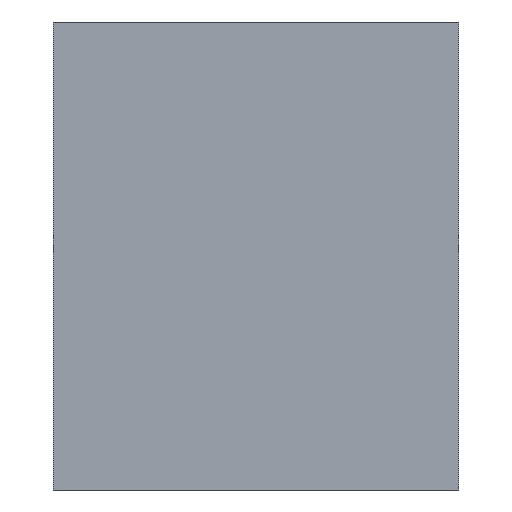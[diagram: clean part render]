
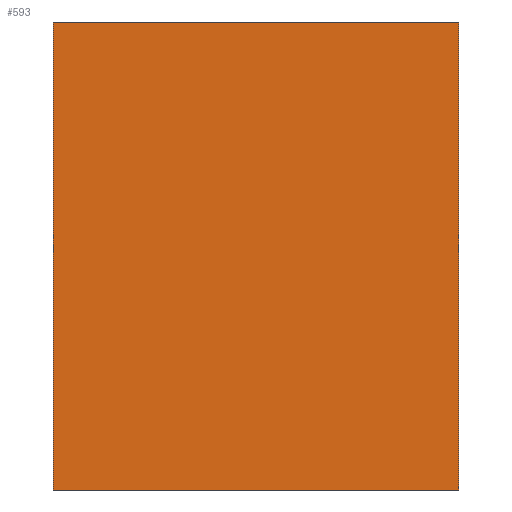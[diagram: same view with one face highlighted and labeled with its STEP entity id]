
A CAD part, left-side view. The second image highlights one B-rep face of the part: STEP entity #593.
In plain terms, the highlighted planar face has unit normal (-1, 0, 0).
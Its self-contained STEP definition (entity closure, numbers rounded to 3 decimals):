
#57=PLANE('',#676);
#91=FACE_OUTER_BOUND('',#143,.T.);
#143=EDGE_LOOP('',(#542,#543,#544,#545));
#196=LINE('',#1001,#242);
#200=LINE('',#1010,#246);
#213=LINE('',#1071,#259);
#215=LINE('',#1074,#261);
#242=VECTOR('',#757,10.);
#246=VECTOR('',#765,10.);
#259=VECTOR('',#838,10.);
#261=VECTOR('',#842,10.);
#295=VERTEX_POINT('',#998);
#296=VERTEX_POINT('',#1000);
#299=VERTEX_POINT('',#1008);
#317=VERTEX_POINT('',#1070);
#359=EDGE_CURVE('',#295,#296,#196,.T.);
#364=EDGE_CURVE('',#295,#299,#200,.T.);
#391=EDGE_CURVE('',#317,#299,#213,.T.);
#393=EDGE_CURVE('',#317,#296,#215,.T.);
#542=ORIENTED_EDGE('',*,*,#393,.T.);
#543=ORIENTED_EDGE('',*,*,#359,.F.);
#544=ORIENTED_EDGE('',*,*,#364,.T.);
#545=ORIENTED_EDGE('',*,*,#391,.F.);
#593=ADVANCED_FACE('',(#91),#57,.T.);
#676=AXIS2_PLACEMENT_3D('',#1075,#843,#844);
#757=DIRECTION('',(0.,-1.,0.));
#765=DIRECTION('',(0.,0.,-1.));
#838=DIRECTION('',(0.,1.,0.));
#842=DIRECTION('',(0.,0.,1.));
#843=DIRECTION('center_axis',(-1.,0.,0.));
#844=DIRECTION('ref_axis',(0.,-1.,0.));
#998=CARTESIAN_POINT('',(-225.,32.5,37.5));
#1000=CARTESIAN_POINT('',(-225.,-32.5,37.5));
#1001=CARTESIAN_POINT('',(-225.,32.5,37.5));
#1008=CARTESIAN_POINT('',(-225.,32.5,-37.5));
#1010=CARTESIAN_POINT('',(-225.,32.5,0.));
#1070=CARTESIAN_POINT('',(-225.,-32.5,-37.5));
#1071=CARTESIAN_POINT('',(-225.,32.5,-37.5));
#1074=CARTESIAN_POINT('',(-225.,-32.5,0.));
#1075=CARTESIAN_POINT('Origin',(-225.,32.5,0.));
